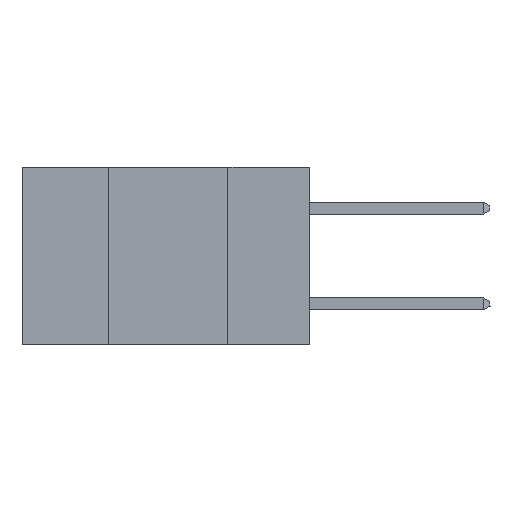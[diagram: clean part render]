
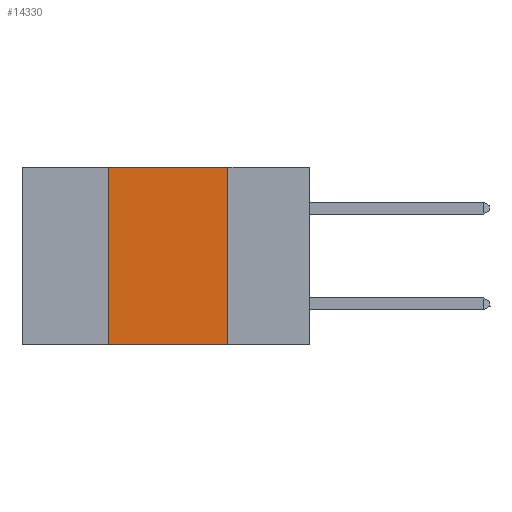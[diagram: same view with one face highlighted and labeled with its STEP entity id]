
A CAD part, left-side view. The second image highlights one B-rep face of the part: STEP entity #14330.
In plain terms, the highlighted planar face has unit normal (-1, 0, 0).
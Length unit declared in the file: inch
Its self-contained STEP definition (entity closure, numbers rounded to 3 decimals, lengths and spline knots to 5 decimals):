
#3141 = CARTESIAN_POINT ( 'NONE',  ( 0., 0.6, -0.37 ) ) ;
#3258 = DIRECTION ( 'NONE',  ( 0., -1., 0. ) ) ;
#4197 = CARTESIAN_POINT ( 'NONE',  ( 0., 0.17, 0. ) ) ;
#4435 = VERTEX_POINT ( 'NONE', #4197 ) ;
#7694 = ORIENTED_EDGE ( 'NONE', *, *, #25379, .F. ) ;
#7762 = VECTOR ( 'NONE', #10869, 39.37008 ) ;
#8925 = VECTOR ( 'NONE', #25195, 39.37008 ) ;
#9738 = VECTOR ( 'NONE', #3258, 39.37008 ) ;
#10735 = DIRECTION ( 'NONE',  ( 0., 0., 1. ) ) ;
#10869 = DIRECTION ( 'NONE',  ( 0., 0., -1. ) ) ;
#14330 = ADVANCED_FACE ( 'NONE', ( #17878 ), #14881, .F. ) ;
#14881 = PLANE ( 'NONE',  #29652 ) ;
#14935 = EDGE_LOOP ( 'NONE', ( #25533, #7694, #33299, #27427 ) ) ;
#15205 = VERTEX_POINT ( 'NONE', #33635 ) ;
#17408 = DIRECTION ( 'NONE',  ( 0., 0., -1. ) ) ;
#17726 = DIRECTION ( 'NONE',  ( 1., 0., 0. ) ) ;
#17878 = FACE_OUTER_BOUND ( 'NONE', #14935, .T. ) ;
#22193 = EDGE_CURVE ( 'NONE', #22408, #15205, #28064, .T. ) ;
#22408 = VERTEX_POINT ( 'NONE', #30055 ) ;
#23856 = CARTESIAN_POINT ( 'NONE',  ( 0., 0.17, 0. ) ) ;
#24960 = EDGE_CURVE ( 'NONE', #22408, #26541, #32345, .T. ) ;
#25195 = DIRECTION ( 'NONE',  ( 0., -1., 0. ) ) ;
#25379 = EDGE_CURVE ( 'NONE', #26541, #4435, #31370, .T. ) ;
#25533 = ORIENTED_EDGE ( 'NONE', *, *, #26452, .F. ) ;
#26452 = EDGE_CURVE ( 'NONE', #4435, #15205, #33038, .T. ) ;
#26541 = VERTEX_POINT ( 'NONE', #29334 ) ;
#27427 = ORIENTED_EDGE ( 'NONE', *, *, #22193, .T. ) ;
#28064 = LINE ( 'NONE', #3141, #9738 ) ;
#28082 = CARTESIAN_POINT ( 'NONE',  ( 0., 0.6, 0. ) ) ;
#29063 = VECTOR ( 'NONE', #10735, 39.37008 ) ;
#29334 = CARTESIAN_POINT ( 'NONE',  ( 0., 0.42, 0. ) ) ;
#29652 = AXIS2_PLACEMENT_3D ( 'NONE', #28082, #17726, #17408 ) ;
#30055 = CARTESIAN_POINT ( 'NONE',  ( 0., 0.42, -0.37 ) ) ;
#31370 = LINE ( 'NONE', #33418, #8925 ) ;
#31707 = CARTESIAN_POINT ( 'NONE',  ( 0., 0.42, 0. ) ) ;
#32345 = LINE ( 'NONE', #31707, #29063 ) ;
#33038 = LINE ( 'NONE', #23856, #7762 ) ;
#33299 = ORIENTED_EDGE ( 'NONE', *, *, #24960, .F. ) ;
#33418 = CARTESIAN_POINT ( 'NONE',  ( 0., 0.6, 0. ) ) ;
#33635 = CARTESIAN_POINT ( 'NONE',  ( 0., 0.17, -0.37 ) ) ;
